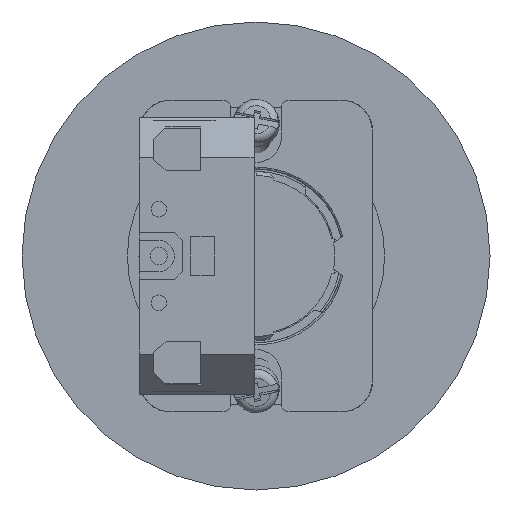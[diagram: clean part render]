
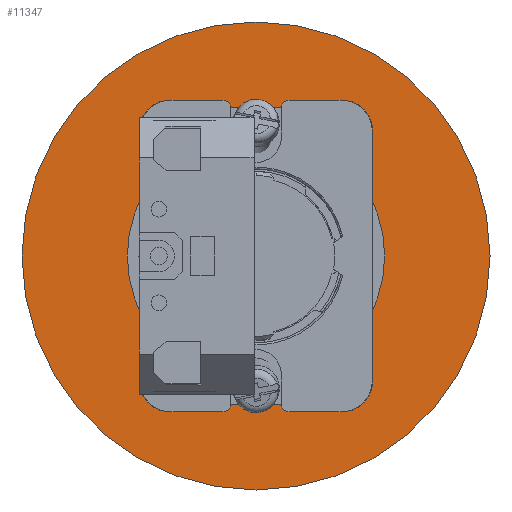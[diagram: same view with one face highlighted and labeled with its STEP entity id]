
A CAD part, front view. The second image highlights one B-rep face of the part: STEP entity #11347.
In plain terms, the highlighted planar face has unit normal (0, -1, 0).
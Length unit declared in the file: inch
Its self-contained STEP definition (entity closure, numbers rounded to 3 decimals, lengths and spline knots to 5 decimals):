
#544 = CARTESIAN_POINT ( 'NONE',  ( 0., 1.47205, 0. ) ) ;
#710 = AXIS2_PLACEMENT_3D ( 'NONE', #5501, #8542, #4881 ) ;
#886 = AXIS2_PLACEMENT_3D ( 'NONE', #544, #7733, #1619 ) ;
#1121 = CARTESIAN_POINT ( 'NONE',  ( 0., 1.47205, 0. ) ) ;
#1405 = PLANE ( 'NONE',  #710 ) ;
#1440 = EDGE_LOOP ( 'NONE', ( #3811, #7885 ) ) ;
#1473 = ORIENTED_EDGE ( 'NONE', *, *, #1622, .T. ) ;
#1525 = DIRECTION ( 'NONE',  ( 0., 1., 0. ) ) ;
#1619 = DIRECTION ( 'NONE',  ( 0., 0., 1. ) ) ;
#1622 = EDGE_CURVE ( 'NONE', #9895, #8190, #6411, .T. ) ;
#2371 = DIRECTION ( 'NONE',  ( 0., 0., 1. ) ) ;
#2545 = DIRECTION ( 'NONE',  ( 0., 1., 0. ) ) ;
#3038 = CARTESIAN_POINT ( 'NONE',  ( 0., 1.47205, 1.1811 ) ) ;
#3296 = FACE_OUTER_BOUND ( 'NONE', #1440, .T. ) ;
#3608 = CIRCLE ( 'NONE', #8175, 0.64961 ) ;
#3811 = ORIENTED_EDGE ( 'NONE', *, *, #5953, .F. ) ;
#3819 = CIRCLE ( 'NONE', #886, 1.1811 ) ;
#4180 = EDGE_LOOP ( 'NONE', ( #1473, #7506 ) ) ;
#4761 = DIRECTION ( 'NONE',  ( 0., 1., 0. ) ) ;
#4881 = DIRECTION ( 'NONE',  ( 0., 0., -1. ) ) ;
#5356 = CIRCLE ( 'NONE', #5981, 1.1811 ) ;
#5501 = CARTESIAN_POINT ( 'NONE',  ( -0.64961, 1.47205, 0. ) ) ;
#5953 = EDGE_CURVE ( 'NONE', #7005, #7473, #3819, .T. ) ;
#5981 = AXIS2_PLACEMENT_3D ( 'NONE', #7649, #1525, #8649 ) ;
#6411 = CIRCLE ( 'NONE', #7328, 0.64961 ) ;
#7005 = VERTEX_POINT ( 'NONE', #3038 ) ;
#7328 = AXIS2_PLACEMENT_3D ( 'NONE', #1121, #4761, #2371 ) ;
#7473 = VERTEX_POINT ( 'NONE', #13079 ) ;
#7506 = ORIENTED_EDGE ( 'NONE', *, *, #7763, .T. ) ;
#7649 = CARTESIAN_POINT ( 'NONE',  ( 0., 1.47205, 0. ) ) ;
#7733 = DIRECTION ( 'NONE',  ( 0., 1., 0. ) ) ;
#7763 = EDGE_CURVE ( 'NONE', #8190, #9895, #3608, .T. ) ;
#7885 = ORIENTED_EDGE ( 'NONE', *, *, #11751, .F. ) ;
#7919 = CARTESIAN_POINT ( 'NONE',  ( 0., 1.47205, -0.64961 ) ) ;
#8067 = FACE_BOUND ( 'NONE', #4180, .T. ) ;
#8175 = AXIS2_PLACEMENT_3D ( 'NONE', #8652, #2545, #9682 ) ;
#8190 = VERTEX_POINT ( 'NONE', #7919 ) ;
#8542 = DIRECTION ( 'NONE',  ( 0., -1., 0. ) ) ;
#8649 = DIRECTION ( 'NONE',  ( 0., 0., 1. ) ) ;
#8652 = CARTESIAN_POINT ( 'NONE',  ( 0., 1.47205, 0. ) ) ;
#9682 = DIRECTION ( 'NONE',  ( 0., 0., 1. ) ) ;
#9895 = VERTEX_POINT ( 'NONE', #10611 ) ;
#10611 = CARTESIAN_POINT ( 'NONE',  ( 0., 1.47205, 0.64961 ) ) ;
#11347 = ADVANCED_FACE ( 'NONE', ( #8067, #3296 ), #1405, .T. ) ;
#11751 = EDGE_CURVE ( 'NONE', #7473, #7005, #5356, .T. ) ;
#13079 = CARTESIAN_POINT ( 'NONE',  ( 0., 1.47205, -1.1811 ) ) ;
